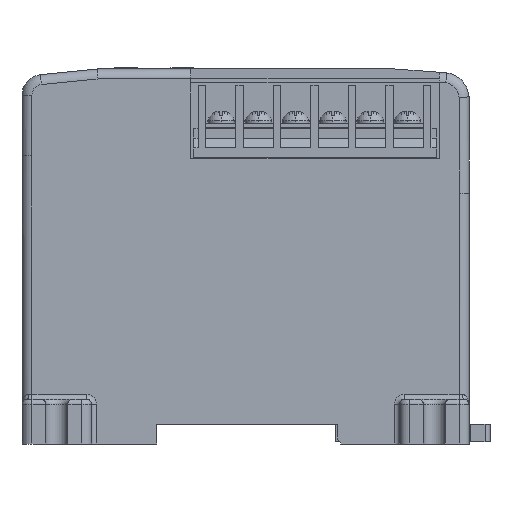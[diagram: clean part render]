
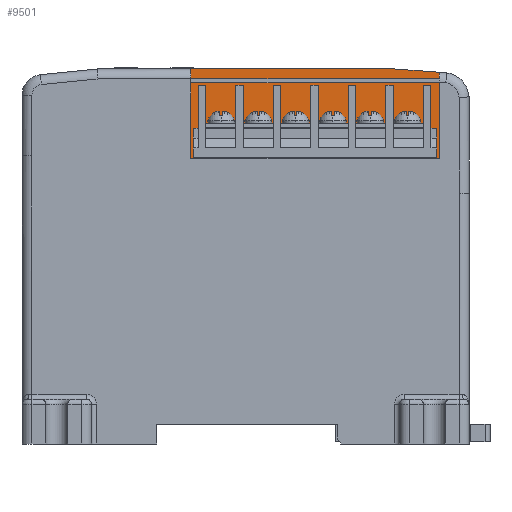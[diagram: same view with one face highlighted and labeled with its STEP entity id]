
A CAD part, left-side view. The second image highlights one B-rep face of the part: STEP entity #9501.
In plain terms, the highlighted planar face has unit normal (-1, 0, 0).
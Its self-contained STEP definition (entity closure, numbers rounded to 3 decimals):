
#8973 = EDGE_CURVE ( 'NONE', #9031, #43253, #85122, .T. ) ;
#9031 = VERTEX_POINT ( 'NONE', #85418 ) ;
#9383 = VERTEX_POINT ( 'NONE', #87537 ) ;
#9489 = VERTEX_POINT ( 'NONE', #88206 ) ;
#9496 = EDGE_CURVE ( 'NONE', #9489, #43389, #88185, .T. ) ;
#9501 = ADVANCED_FACE ( 'NONE', ( #88156 ), #88306, .F. ) ;
#9506 = EDGE_LOOP ( 'NONE', ( #9511, #9518, #9525, #9552, #9560 ) ) ;
#9511 = ORIENTED_EDGE ( 'NONE', *, *, #8973, .T. ) ;
#9518 = ORIENTED_EDGE ( 'NONE', *, *, #43382, .T. ) ;
#9525 = ORIENTED_EDGE ( 'NONE', *, *, #9496, .F. ) ;
#9552 = ORIENTED_EDGE ( 'NONE', *, *, #9554, .F. ) ;
#9554 = EDGE_CURVE ( 'NONE', #9383, #9489, #88603, .T. ) ;
#9560 = ORIENTED_EDGE ( 'NONE', *, *, #9565, .T. ) ;
#9565 = EDGE_CURVE ( 'NONE', #9383, #9031, #88690, .T. ) ;
#26450 = CARTESIAN_POINT ( 'NONE',  ( -98.873, -19.747, 36.43 ) ) ;
#26609 = CARTESIAN_POINT ( 'NONE',  ( -98.873, 21.308, 36.43 ) ) ;
#26616 = DIRECTION ( 'NONE',  ( 0., 1., 0. ) ) ;
#26617 = VECTOR ( 'NONE', #26616, 1000. ) ;
#26618 = CARTESIAN_POINT ( 'NONE',  ( -98.873, -28.692, 36.43 ) ) ;
#26619 = LINE ( 'NONE', #26618, #26617 ) ;
#43253 = VERTEX_POINT ( 'NONE', #26450 ) ;
#43382 = EDGE_CURVE ( 'NONE', #43253, #43389, #26619, .T. ) ;
#43389 = VERTEX_POINT ( 'NONE', #26609 ) ;
#85116 = DIRECTION ( 'NONE',  ( 0., 0.997, 0.073 ) ) ;
#85118 = VECTOR ( 'NONE', #85116, 1000. ) ;
#85120 = CARTESIAN_POINT ( 'NONE',  ( -98.873, -19.747, 36.43 ) ) ;
#85122 = LINE ( 'NONE', #85120, #85118 ) ;
#85418 = CARTESIAN_POINT ( 'NONE',  ( -98.873, -28.692, 35.776 ) ) ;
#87537 = CARTESIAN_POINT ( 'NONE',  ( -98.873, -28.692, 18.43 ) ) ;
#88156 = FACE_OUTER_BOUND ( 'NONE', #9506, .T. ) ;
#88181 = DIRECTION ( 'NONE',  ( 0., 0., 1. ) ) ;
#88182 = VECTOR ( 'NONE', #88181, 1000. ) ;
#88184 = CARTESIAN_POINT ( 'NONE',  ( -98.873, 21.308, 18.43 ) ) ;
#88185 = LINE ( 'NONE', #88184, #88182 ) ;
#88206 = CARTESIAN_POINT ( 'NONE',  ( -98.873, 21.308, 18.43 ) ) ;
#88286 = DIRECTION ( 'NONE',  ( 0., 0., -1. ) ) ;
#88288 = DIRECTION ( 'NONE',  ( 1., 0., 0. ) ) ;
#88290 = CARTESIAN_POINT ( 'NONE',  ( -98.873, -28.692, 18.43 ) ) ;
#88293 = AXIS2_PLACEMENT_3D ( 'NONE', #88290, #88288, #88286 ) ;
#88306 = PLANE ( 'NONE',  #88293 ) ;
#88595 = DIRECTION ( 'NONE',  ( 0., 1., 0. ) ) ;
#88598 = VECTOR ( 'NONE', #88595, 1000. ) ;
#88600 = CARTESIAN_POINT ( 'NONE',  ( -98.873, -28.692, 18.43 ) ) ;
#88603 = LINE ( 'NONE', #88600, #88598 ) ;
#88683 = DIRECTION ( 'NONE',  ( 0., 0., 1. ) ) ;
#88686 = VECTOR ( 'NONE', #88683, 1000. ) ;
#88688 = CARTESIAN_POINT ( 'NONE',  ( -98.873, -28.692, 18.43 ) ) ;
#88690 = LINE ( 'NONE', #88688, #88686 ) ;
